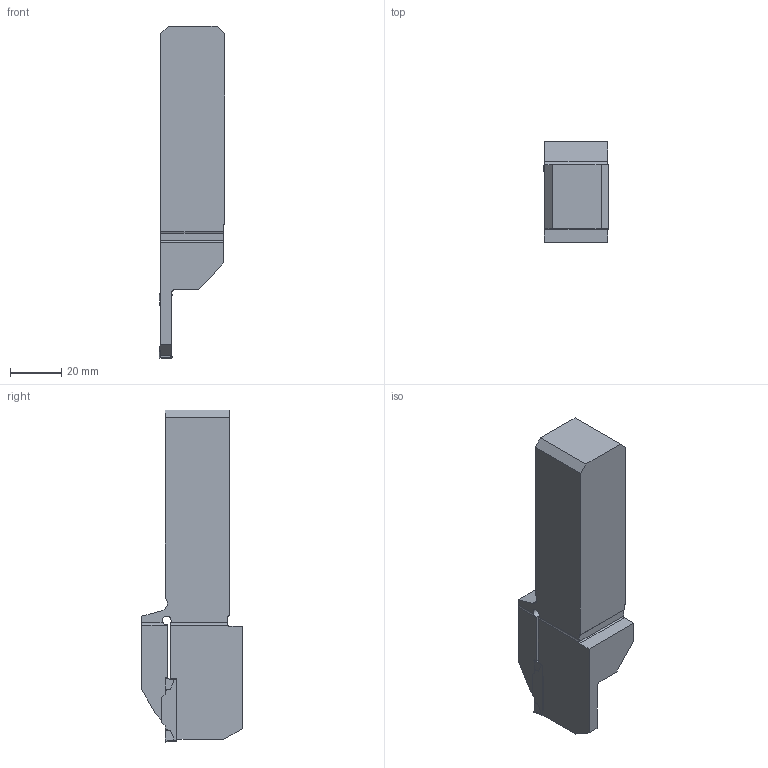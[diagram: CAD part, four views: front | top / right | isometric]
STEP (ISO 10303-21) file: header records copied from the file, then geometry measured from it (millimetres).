
FILE_DESCRIPTION(/* description */ (''),/* implementation_level */ '2;1');
FILE_NAME(/* name */ 'TOOLASSEMBLY_1.STP',/* time_stamp */ '2022-08-25T07:22:42+02:00',/* author */ (''),/* organization */ ('SMS'),/* preprocessor_version */ 'ST-DEVELOPER v16.7',/* originating_system */ 'SIEMENS PLM Software NX 12.0',/* authorisation */ '');
FILE_SCHEMA (('AUTOMOTIVE_DESIGN { 1 0 10303 214 3 1 1 1 }'));
Length unit declared in the file: millimetre
Products named in the file (4): ASSEMBLY_CONSTRUCTION; CUT_20220825072141; NOCUT_20220825072101; TOOLASSEMBLY_1
Assembly tree (3 placements, depth 2):
  TOOLASSEMBLY_1
    NOCUT_20220825072101
    CUT_20220825072141
    ASSEMBLY_CONSTRUCTION
Bounding box: 25.5 x 39.1 x 129.11 mm (x, y, z)
Volume: 72007.2 mm3; surface area: 15632.1 mm2
Topology: 2 solids, 2 shells, 73 faces, 207 edges, 143 vertices
Faces by surface type: plane 56, cylinder 13, extrusion 4
Entity records: 3451 total; most frequent: CARTESIAN_POINT 1386, ORIENTED_EDGE 410, DIRECTION 384, EDGE_CURVE 205, VECTOR 168, LINE 164, VERTEX_POINT 136, AXIS2_PLACEMENT_3D 108
